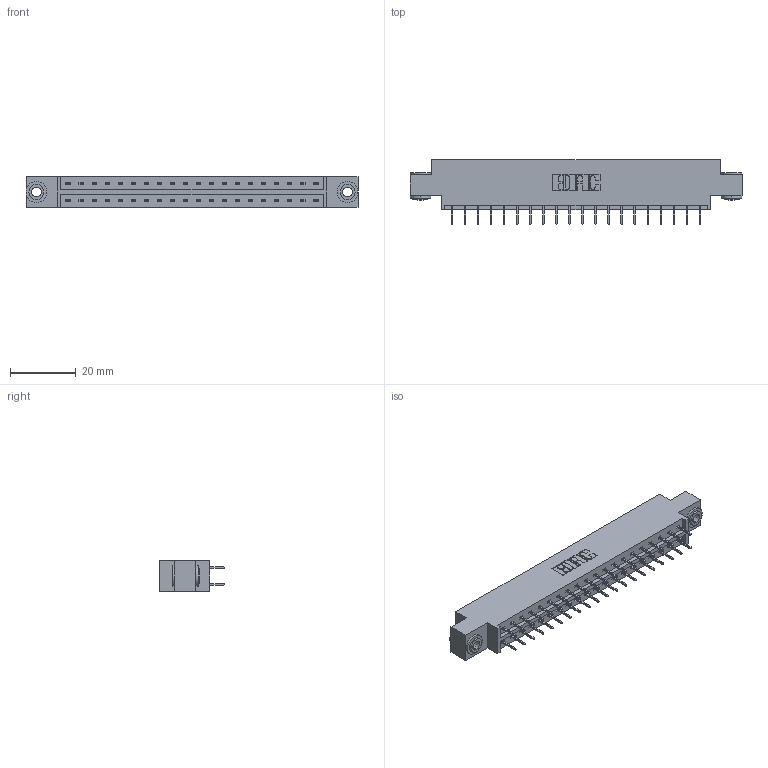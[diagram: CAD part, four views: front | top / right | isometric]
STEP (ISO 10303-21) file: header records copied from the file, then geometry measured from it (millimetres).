
FILE_DESCRIPTION (( 'STEP AP203' ), '1' );
FILE_NAME ('333-040-524-803.STEP', '2018-08-03T14:00:11', ( '' ), ( '' ), 'SwSTEP 2.0', 'SolidWorks 2016', '' );
FILE_SCHEMA (( 'CONFIG_CONTROL_DESIGN' ));
Length unit declared in the file: inch
Products named in the file (4): 333 Part_Offset - .156 Dia - TH; 345-292-001_345-293-124; 345-250-002_345-250-002-102; 333-040-524-803
Assembly tree (43 placements, depth 2):
  333-040-524-803
    333 Part_Offset - .156 Dia - TH
    345-292-001_345-293-124  x40
    345-250-002_345-250-002-102  x2
Bounding box: 100.79 x 19.69 x 9.4 mm (x, y, z)
Volume: 9815.1 mm3; surface area: 11627.6 mm2
Topology: 43 solids, 43 shells, 2396 faces, 6759 edges, 4342 vertices
Faces by surface type: plane 1764, cylinder 624, cone 8
Entity records: 16568 total; most frequent: CARTESIAN_POINT 2749, ORIENTED_EDGE 2678, DIRECTION 2421, EDGE_CURVE 1339, VECTOR 1191, LINE 1191, VERTEX_POINT 886, AXIS2_PLACEMENT_3D 615
